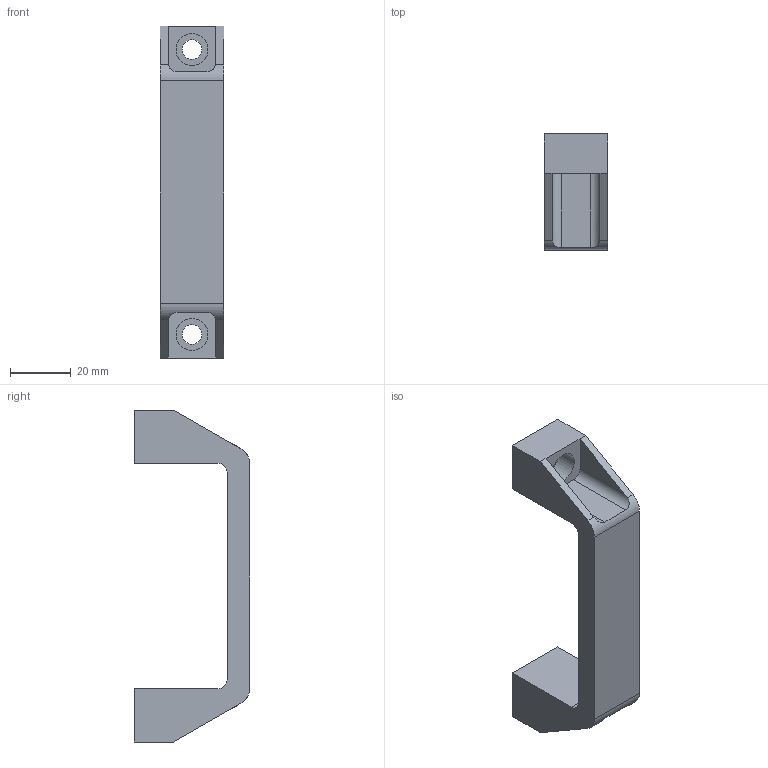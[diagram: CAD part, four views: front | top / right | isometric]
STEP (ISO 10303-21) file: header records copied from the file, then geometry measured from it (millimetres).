
FILE_DESCRIPTION(/* description */ (''),/* implementation_level */ '2;1');
FILE_NAME(/* name */ '50-240-1.step',/* time_stamp */ '2022-09-22T15:54:15-04:00',/* author */ (''),/* organization */ (''),/* preprocessor_version */ 'ST-DEVELOPER v19',/* originating_system */ 'Autodesk Translation Framework v11.7.0.108',/* authorisation */ '');
FILE_SCHEMA (('AUTOMOTIVE_DESIGN { 1 0 10303 214 3 1 1 }'));
Length unit declared in the file: millimetre
Products named in the file (2): Working; Handles M.443/110-CH-C31
Assembly tree (1 placements, depth 2):
  Working
    Handles M.443/110-CH-C31
Bounding box: 21 x 38 x 109 mm (x, y, z)
Volume: 24490 mm3; surface area: 11534.9 mm2
Topology: 1 solids, 1 shells, 36 faces, 92 edges, 60 vertices
Faces by surface type: plane 24, cylinder 12
Full cylindrical faces by diameter (mm): 6.5 x2, 10.5 x2
Entity records: 1200 total; most frequent: CARTESIAN_POINT 243, DIRECTION 190, ORIENTED_EDGE 184, EDGE_CURVE 92, LINE 64, VECTOR 64, AXIS2_PLACEMENT_3D 63, VERTEX_POINT 60
